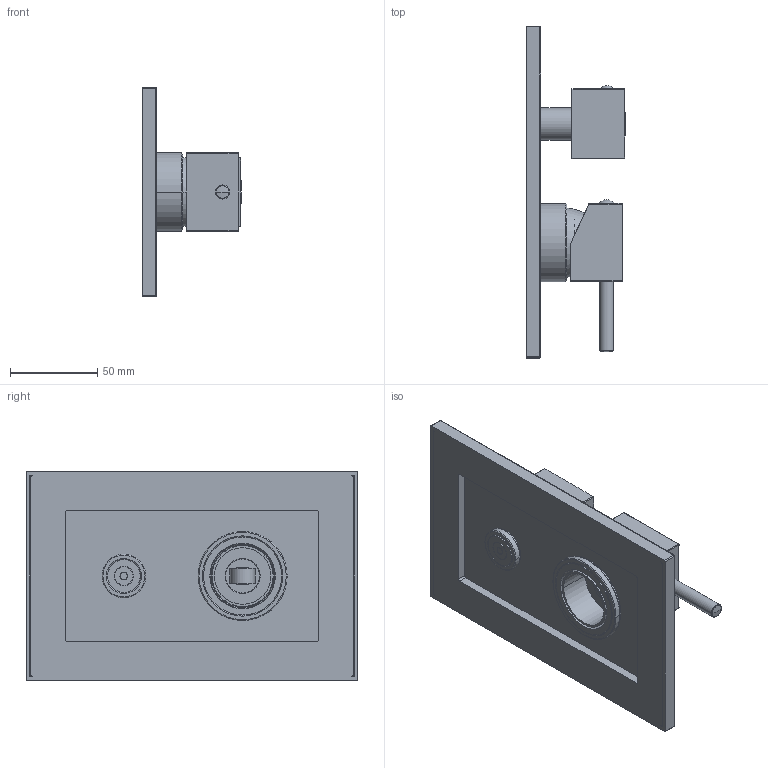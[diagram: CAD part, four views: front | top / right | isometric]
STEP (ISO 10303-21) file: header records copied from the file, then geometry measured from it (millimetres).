
FILE_DESCRIPTION((''),'2;1');
FILE_NAME('LEA018CR','2021-11-02T17:19:01',('ut3'),('PAFFONI SpA'),'CREO PARAMETRIC BY PTC INC, 2020044','CREO PARAMETRIC BY PTC INC, 2020044','');
FILE_SCHEMA(('CONFIG_CONTROL_DESIGN','SHAPE_APPEARANCE_LAYERS_GROUPS'));
Length unit declared in the file: millimetre
Products named in the file (1): LEA018CR
Bounding box: 56.39 x 190 x 120 mm (x, y, z)
Volume: 195380.1 mm3; surface area: 132605.1 mm2
Topology: 4 solids, 4 shells, 1095 faces, 2888 edges, 1830 vertices
Faces by surface type: plane 634, cylinder 276, torus 106, cone 63, sphere 14, bspline 2
Entity records: 44016 total; most frequent: CARTESIAN_POINT 8897, ORIENTED_EDGE 5756, DIRECTION 5547, EDGE_CURVE 2878, AXIS2_PLACEMENT_3D 1944, VERTEX_POINT 1830, VECTOR 1659, LINE 1659
